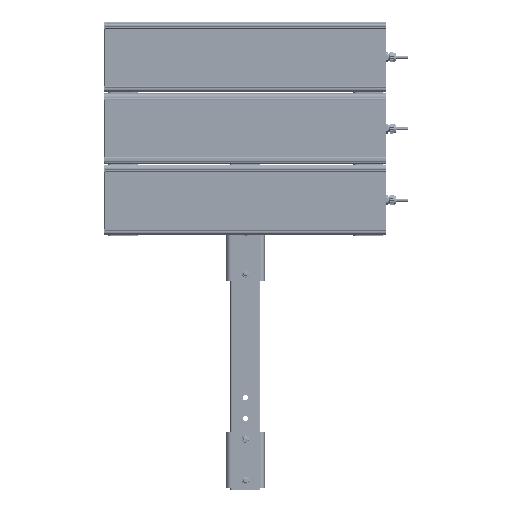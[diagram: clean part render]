
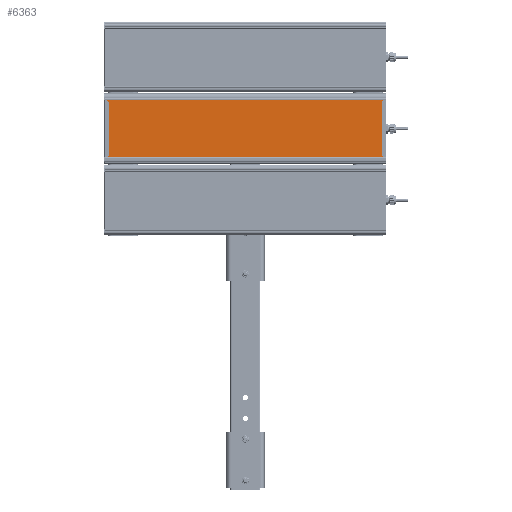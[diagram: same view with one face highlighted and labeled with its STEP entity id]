
A CAD part, front view. The second image highlights one B-rep face of the part: STEP entity #6363.
In plain terms, the highlighted face is planar.
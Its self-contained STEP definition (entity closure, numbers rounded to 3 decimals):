
#6363=ADVANCED_FACE('',(#15721),#15723,.T.);
#15721=FACE_BOUND('',#15722,.T.);
#15722=EDGE_LOOP('',(#46980,#46981,#46982,#46983));
#15723=PLANE('',#15724);
#15724=AXIS2_PLACEMENT_3D('',#15725,#15726,#15727);
#15725=CARTESIAN_POINT('',(2111.497,401.002,-34.582));
#15726=DIRECTION('',(0.,0.,-1.));
#15727=DIRECTION('',(0.,1.,0.));
#46980=ORIENTED_EDGE('',*,*,#55902,.F.);
#46981=ORIENTED_EDGE('',*,*,#55901,.T.);
#46982=ORIENTED_EDGE('',*,*,#55903,.F.);
#46983=ORIENTED_EDGE('',*,*,#55904,.F.);
#55901=EDGE_CURVE('',#62655,#62659,#62661,.T.);
#55902=EDGE_CURVE('',#62655,#62662,#62663,.T.);
#55903=EDGE_CURVE('',#62664,#62659,#62665,.T.);
#55904=EDGE_CURVE('',#62662,#62664,#62666,.T.);
#62655=VERTEX_POINT('',#83345);
#62659=VERTEX_POINT('',#83353);
#62661=LINE('',#83357,#83358);
#62662=VERTEX_POINT('',#83360);
#62663=LINE('',#83361,#83362);
#62664=VERTEX_POINT('',#83364);
#62665=LINE('',#83365,#83366);
#62666=LINE('',#83368,#83369);
#83345=CARTESIAN_POINT('',(2111.497,565.13,-34.582));
#83353=CARTESIAN_POINT('',(2857.497,565.13,-34.582));
#83357=CARTESIAN_POINT('',(2111.497,565.13,-34.582));
#83358=VECTOR('',#83359,1.);
#83359=DIRECTION('',(1.,0.,0.));
#83360=CARTESIAN_POINT('',(2111.497,401.002,-34.582));
#83361=CARTESIAN_POINT('',(2111.497,565.13,-34.582));
#83362=VECTOR('',#83363,1.);
#83363=DIRECTION('',(0.,-1.,0.));
#83364=CARTESIAN_POINT('',(2857.497,401.002,-34.582));
#83365=CARTESIAN_POINT('',(2857.497,401.002,-34.582));
#83366=VECTOR('',#83367,1.);
#83367=DIRECTION('',(0.,1.,0.));
#83368=CARTESIAN_POINT('',(2111.497,401.002,-34.582));
#83369=VECTOR('',#83370,1.);
#83370=DIRECTION('',(1.,0.,0.));
